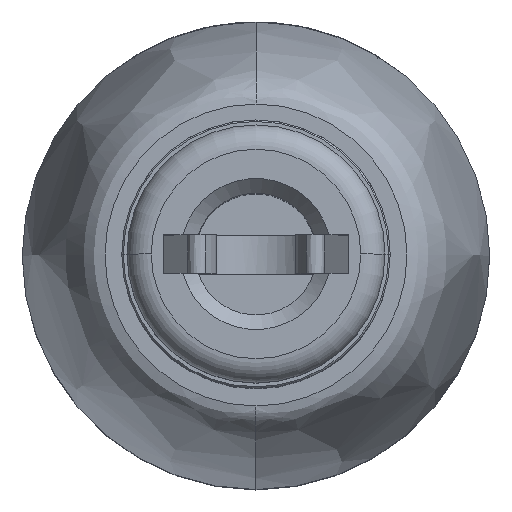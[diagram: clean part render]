
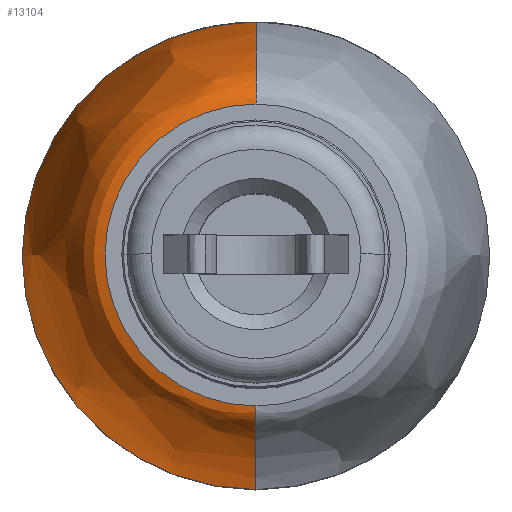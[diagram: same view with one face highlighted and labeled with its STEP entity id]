
A CAD part, top view. The second image highlights one B-rep face of the part: STEP entity #13104.
In plain terms, the highlighted free-form (B-spline) face has degree [3, 3] with [6, 4] control points.
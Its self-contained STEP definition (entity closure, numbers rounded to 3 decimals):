
#211 = CARTESIAN_POINT ( 'NONE',  ( 10.153, -4.759, 0. ) ) ;
#270 = CARTESIAN_POINT ( 'NONE',  ( 13.398, -4.8, -9.6 ) ) ;
#398 = CARTESIAN_POINT ( 'NONE',  ( 13.822, -4.8, -9.6 ) ) ;
#1543 = FACE_OUTER_BOUND ( 'NONE', #14592, .T. ) ;
#1685 = CARTESIAN_POINT ( 'NONE',  ( 13.822, -4.8, 0. ) ) ;
#1755 = CARTESIAN_POINT ( 'NONE',  ( 10.153, 4.759, 0. ) ) ;
#1819 = CARTESIAN_POINT ( 'NONE',  ( 4.822, 3.1, 0. ) ) ;
#1880 = CARTESIAN_POINT ( 'NONE',  ( 13.822, 4.8, 0. ) ) ;
#2208 = CARTESIAN_POINT ( 'NONE',  ( 10.153, -4.759, 0. ) ) ;
#2282 = CARTESIAN_POINT ( 'NONE',  ( 13.398, -4.8, 0. ) ) ;
#2571 = CIRCLE ( 'NONE', #3397, 4.8 ) ;
#2600 = VERTEX_POINT ( 'NONE', #15872 ) ;
#2820 = EDGE_CURVE ( 'NONE', #15059, #7082, #7641, .T. ) ;
#3111 = ORIENTED_EDGE ( 'NONE', *, *, #9245, .T. ) ;
#3397 = AXIS2_PLACEMENT_3D ( 'NONE', #12646, #18761, #14159 ) ;
#3403 = CARTESIAN_POINT ( 'NONE',  ( 4.822, 3.71, 0. ) ) ;
#3473 = CARTESIAN_POINT ( 'NONE',  ( 6.753, -4.294, 0. ) ) ;
#3774 = CIRCLE ( 'NONE', #9971, 4.8 ) ;
#4025 = CARTESIAN_POINT ( 'NONE',  ( 4.822, 3.71, 0. ) ) ;
#4234 = ORIENTED_EDGE ( 'NONE', *, *, #2820, .F. ) ;
#4792 = CARTESIAN_POINT ( 'NONE',  ( 10.153, 4.759, -9.518 ) ) ;
#4861 = CARTESIAN_POINT ( 'NONE',  ( 6.753, 4.294, -8.588 ) ) ;
#4957 = CARTESIAN_POINT ( 'NONE',  ( 4.822, 0., 0. ) ) ;
#5105 = CARTESIAN_POINT ( 'NONE',  ( 4.822, -3.1, 0. ) ) ;
#5636 = ORIENTED_EDGE ( 'NONE', *, *, #18991, .T. ) ;
#5674 = AXIS2_PLACEMENT_3D ( 'NONE', #4957, #9656, #6529 ) ;
#5725 =( BOUNDED_SURFACE ( )  B_SPLINE_SURFACE ( 3, 3, ( 
 ( #5985, #7506, #398, #1685 ),
 ( #12359, #15393, #270, #8016 ),
 ( #1755, #4792, #6437, #211 ),
 ( #12553, #4861, #10753, #3473 ),
 ( #3403, #16830, #12306, #9294 ),
 ( #1819, #6241, #9225, #6509 ) ),
 .UNSPECIFIED., .F., .F., .F. ) 
 B_SPLINE_SURFACE_WITH_KNOTS ( ( 4, 1, 1, 4 ),
 ( 4, 4 ),
 ( 0., 0.429, 0.529, 1. ),
 ( 0., 1. ),
 .UNSPECIFIED. ) 
 GEOMETRIC_REPRESENTATION_ITEM ( )  RATIONAL_B_SPLINE_SURFACE ( (
 ( 1., 0.333, 0.333, 1.),
 ( 1., 0.333, 0.333, 1.),
 ( 1., 0.333, 0.333, 1.),
 ( 1., 0.333, 0.333, 1.),
 ( 1., 0.333, 0.333, 1.),
 ( 1., 0.333, 0.333, 1.) ) ) 
 REPRESENTATION_ITEM ( '' )  SURFACE ( )  );
#5808 = ORIENTED_EDGE ( 'NONE', *, *, #17426, .F. ) ;
#5985 = CARTESIAN_POINT ( 'NONE',  ( 13.822, 4.8, 0. ) ) ;
#6241 = CARTESIAN_POINT ( 'NONE',  ( 4.822, 3.1, -6.2 ) ) ;
#6437 = CARTESIAN_POINT ( 'NONE',  ( 10.153, -4.759, -9.518 ) ) ;
#6509 = CARTESIAN_POINT ( 'NONE',  ( 4.822, -3.1, 0. ) ) ;
#6529 = DIRECTION ( 'NONE',  ( 0., 0., 1. ) ) ;
#7002 = CARTESIAN_POINT ( 'NONE',  ( 13.822, 4.8, 0. ) ) ;
#7082 = VERTEX_POINT ( 'NONE', #17809 ) ;
#7506 = CARTESIAN_POINT ( 'NONE',  ( 13.822, 4.8, -9.6 ) ) ;
#7641 = B_SPLINE_CURVE_WITH_KNOTS ( 'NONE', 3,
 ( #7002, #17579, #11721, #11593, #4025, #14649 ),
 .UNSPECIFIED., .F., .F.,
 ( 4, 1, 1, 4 ),
 ( 0., 0.429, 0.529, 1. ),
 .UNSPECIFIED. ) ;
#8016 = CARTESIAN_POINT ( 'NONE',  ( 13.398, -4.8, 0. ) ) ;
#8224 = CARTESIAN_POINT ( 'NONE',  ( 4.822, -3.71, 0. ) ) ;
#9222 = ORIENTED_EDGE ( 'NONE', *, *, #18317, .T. ) ;
#9225 = CARTESIAN_POINT ( 'NONE',  ( 4.822, -3.1, -6.2 ) ) ;
#9245 = EDGE_CURVE ( 'NONE', #10667, #18344, #18220, .T. ) ;
#9294 = CARTESIAN_POINT ( 'NONE',  ( 4.822, -3.71, 0. ) ) ;
#9656 = DIRECTION ( 'NONE',  ( -1., 0., 0. ) ) ;
#9971 = AXIS2_PLACEMENT_3D ( 'NONE', #17331, #14055, #17202 ) ;
#10667 = VERTEX_POINT ( 'NONE', #17721 ) ;
#10753 = CARTESIAN_POINT ( 'NONE',  ( 6.753, -4.294, -8.588 ) ) ;
#11350 = CARTESIAN_POINT ( 'NONE',  ( 4.822, -3.1, 0. ) ) ;
#11593 = CARTESIAN_POINT ( 'NONE',  ( 6.753, 4.294, 0. ) ) ;
#11721 = CARTESIAN_POINT ( 'NONE',  ( 10.153, 4.759, 0. ) ) ;
#12306 = CARTESIAN_POINT ( 'NONE',  ( 4.822, -3.71, -7.421 ) ) ;
#12359 = CARTESIAN_POINT ( 'NONE',  ( 13.398, 4.8, 0. ) ) ;
#12553 = CARTESIAN_POINT ( 'NONE',  ( 6.753, 4.294, 0. ) ) ;
#12646 = CARTESIAN_POINT ( 'NONE',  ( 13.822, 0., 0. ) ) ;
#13104 = ADVANCED_FACE ( 'NONE', ( #1543 ), #5725, .F. ) ;
#14055 = DIRECTION ( 'NONE',  ( -1., 0., 0. ) ) ;
#14159 = DIRECTION ( 'NONE',  ( 0., 0., 1. ) ) ;
#14592 = EDGE_LOOP ( 'NONE', ( #9222, #3111, #5808, #4234, #5636 ) ) ;
#14649 = CARTESIAN_POINT ( 'NONE',  ( 4.822, 3.1, 0. ) ) ;
#15059 = VERTEX_POINT ( 'NONE', #1880 ) ;
#15393 = CARTESIAN_POINT ( 'NONE',  ( 13.398, 4.8, -9.6 ) ) ;
#15594 = CARTESIAN_POINT ( 'NONE',  ( 13.822, -4.8, 0. ) ) ;
#15872 = CARTESIAN_POINT ( 'NONE',  ( 13.822, 0., -4.8 ) ) ;
#15889 = CIRCLE ( 'NONE', #5674, 3.1 ) ;
#16830 = CARTESIAN_POINT ( 'NONE',  ( 4.822, 3.71, -7.421 ) ) ;
#17202 = DIRECTION ( 'NONE',  ( 0., 0., 1. ) ) ;
#17283 = CARTESIAN_POINT ( 'NONE',  ( 6.753, -4.294, 0. ) ) ;
#17331 = CARTESIAN_POINT ( 'NONE',  ( 13.822, 0., 0. ) ) ;
#17426 = EDGE_CURVE ( 'NONE', #7082, #18344, #15889, .T. ) ;
#17579 = CARTESIAN_POINT ( 'NONE',  ( 13.398, 4.8, 0. ) ) ;
#17721 = CARTESIAN_POINT ( 'NONE',  ( 13.822, -4.8, 0. ) ) ;
#17809 = CARTESIAN_POINT ( 'NONE',  ( 4.822, 3.1, 0. ) ) ;
#18220 = B_SPLINE_CURVE_WITH_KNOTS ( 'NONE', 3,
 ( #15594, #2282, #2208, #17283, #8224, #11350 ),
 .UNSPECIFIED., .F., .F.,
 ( 4, 1, 1, 4 ),
 ( 0., 0.429, 0.529, 1. ),
 .UNSPECIFIED. ) ;
#18317 = EDGE_CURVE ( 'NONE', #2600, #10667, #3774, .T. ) ;
#18344 = VERTEX_POINT ( 'NONE', #5105 ) ;
#18761 = DIRECTION ( 'NONE',  ( -1., 0., 0. ) ) ;
#18991 = EDGE_CURVE ( 'NONE', #15059, #2600, #2571, .T. ) ;
